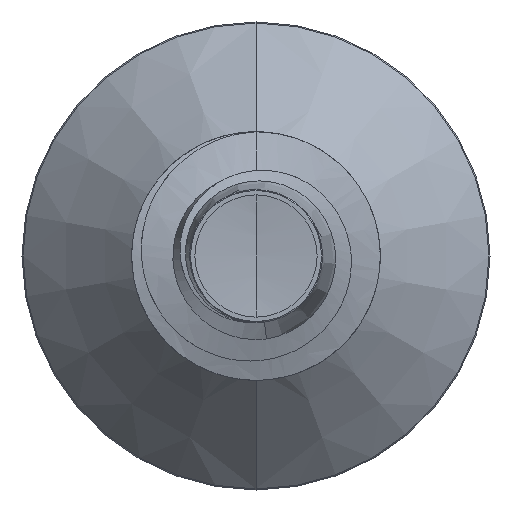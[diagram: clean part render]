
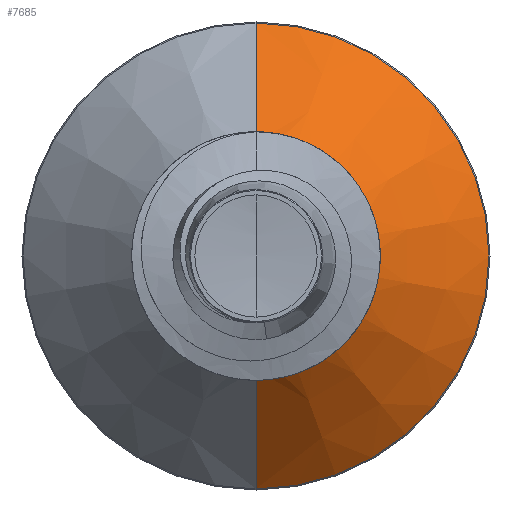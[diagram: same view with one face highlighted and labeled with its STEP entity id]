
A CAD part, front view. The second image highlights one B-rep face of the part: STEP entity #7685.
In plain terms, the highlighted conical face has half-angle 45 degrees and reference radius 2.744 mm.
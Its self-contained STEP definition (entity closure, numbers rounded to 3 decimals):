
#148 = CARTESIAN_POINT ( 'NONE',  ( 0., 14.124, 5.624 ) ) ;
#2592 = CARTESIAN_POINT ( 'NONE',  ( 0., 14.124, -5.624 ) ) ;
#2608 = ORIENTED_EDGE ( 'NONE', *, *, #12229, .T. ) ;
#3209 = CARTESIAN_POINT ( 'NONE',  ( 0., 11.245, 2.745 ) ) ;
#3270 = CARTESIAN_POINT ( 'NONE',  ( 0., 11.245, -2.745 ) ) ;
#3321 = DIRECTION ( 'NONE',  ( 0., 0.707, -0.707 ) ) ;
#3534 = DIRECTION ( 'NONE',  ( 0., 0.707, 0.707 ) ) ;
#3560 = DIRECTION ( 'NONE',  ( 0., 0., 1. ) ) ;
#3583 = DIRECTION ( 'NONE',  ( 0., 1., 0. ) ) ;
#3658 = CARTESIAN_POINT ( 'NONE',  ( 0., 11.245, 0. ) ) ;
#3705 = CARTESIAN_POINT ( 'NONE',  ( 0., 11.245, 2.745 ) ) ;
#3871 = AXIS2_PLACEMENT_3D ( 'NONE', #4472, #4447, #4403 ) ;
#4403 = DIRECTION ( 'NONE',  ( 0., 0., 1. ) ) ;
#4447 = DIRECTION ( 'NONE',  ( 0., 1., 0. ) ) ;
#4472 = CARTESIAN_POINT ( 'NONE',  ( 0., 14.124, 0. ) ) ;
#5147 = LINE ( 'NONE', #3270, #8301 ) ;
#5235 = VERTEX_POINT ( 'NONE', #148 ) ;
#5285 = AXIS2_PLACEMENT_3D ( 'NONE', #3658, #3583, #3560 ) ;
#7685 = ADVANCED_FACE ( 'NONE', ( #12517 ), #12305, .T. ) ;
#8301 = VECTOR ( 'NONE', #3321, 1000. ) ;
#9041 = LINE ( 'NONE', #3705, #13120 ) ;
#9227 = DIRECTION ( 'NONE',  ( 0., 0., 1. ) ) ;
#9244 = DIRECTION ( 'NONE',  ( 0., 1., 0. ) ) ;
#9292 = AXIS2_PLACEMENT_3D ( 'NONE', #9506, #9244, #9227 ) ;
#9358 = VERTEX_POINT ( 'NONE', #12073 ) ;
#9388 = CIRCLE ( 'NONE', #3871, 5.624 ) ;
#9506 = CARTESIAN_POINT ( 'NONE',  ( 0., 11.245, 0. ) ) ;
#11597 = CIRCLE ( 'NONE', #5285, 2.745 ) ;
#12073 = CARTESIAN_POINT ( 'NONE',  ( 0., 11.245, -2.745 ) ) ;
#12150 = EDGE_CURVE ( 'NONE', #5235, #13161, #9388, .T. ) ;
#12164 = EDGE_CURVE ( 'NONE', #12894, #9358, #11597, .T. ) ;
#12180 = EDGE_CURVE ( 'NONE', #12894, #5235, #9041, .T. ) ;
#12204 = ORIENTED_EDGE ( 'NONE', *, *, #12150, .F. ) ;
#12229 = EDGE_CURVE ( 'NONE', #9358, #13161, #5147, .T. ) ;
#12305 = CONICAL_SURFACE ( 'NONE', #9292, 2.745, 0.785 ) ;
#12517 = FACE_OUTER_BOUND ( 'NONE', #13432, .T. ) ;
#12558 = ORIENTED_EDGE ( 'NONE', *, *, #12180, .F. ) ;
#12894 = VERTEX_POINT ( 'NONE', #3209 ) ;
#13120 = VECTOR ( 'NONE', #3534, 1000. ) ;
#13161 = VERTEX_POINT ( 'NONE', #2592 ) ;
#13432 = EDGE_LOOP ( 'NONE', ( #14145, #2608, #12204, #12558 ) ) ;
#14145 = ORIENTED_EDGE ( 'NONE', *, *, #12164, .T. ) ;
